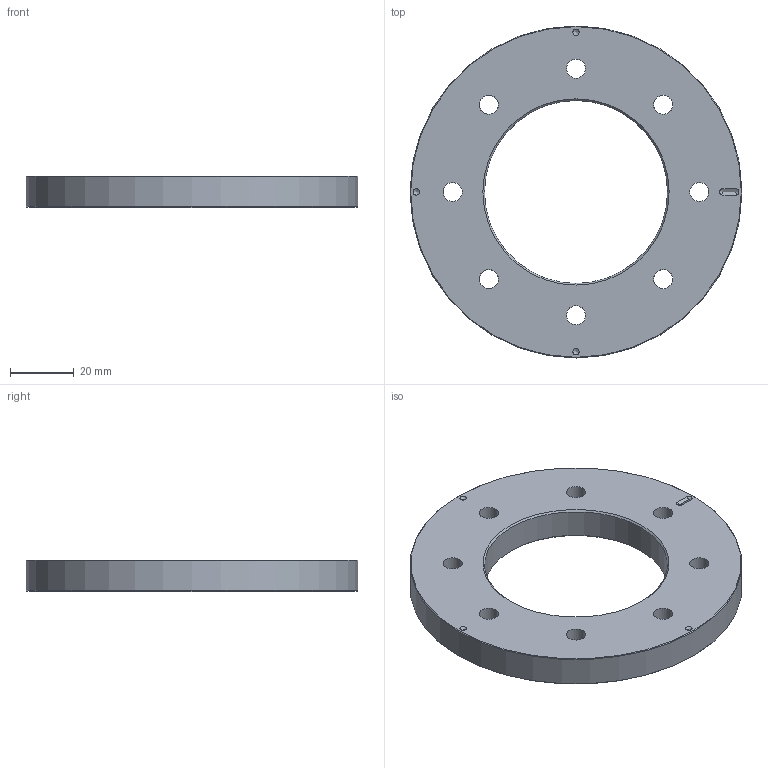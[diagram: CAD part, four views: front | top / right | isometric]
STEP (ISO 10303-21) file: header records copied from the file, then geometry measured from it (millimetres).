
FILE_DESCRIPTION(/* description */ (''),/* implementation_level */ '2;1');
FILE_NAME(/* name */ 'LA_9517_4847_01_A.stp',/* time_stamp */ '2010-09-06T11:10:58+01:00',/* author */ (''),/* organization */ (''),/* preprocessor_version */ 'ST-DEVELOPER v11',/* originating_system */ 'SIEMENS UGS NX 6.0',/* authorisation */ '');
FILE_SCHEMA (('AUTOMOTIVE_DESIGN { 1 0 10303 214 1 1 1 1 }'));
Length unit declared in the file: millimetre
Products named in the file (1): LA-9517-4847-01_A
Bounding box: 104.3 x 104.3 x 10 mm (x, y, z)
Volume: 56877.6 mm3; surface area: 17848.9 mm2
Topology: 1 solids, 1 shells, 25 faces, 89 edges, 82 vertices
Faces by surface type: cylinder 11, cone 9, plane 5
Full cylindrical faces by diameter (mm): 6 x8, 57.5 x1, 97.5 x1, 104.3 x1
Entity records: 832 total; most frequent: DIRECTION 137, CARTESIAN_POINT 118, ORIENTED_EDGE 76, EDGE_LOOP 63, FACE_BOUND 62, AXIS2_PLACEMENT_3D 57, VERTEX_POINT 38, EDGE_CURVE 38
